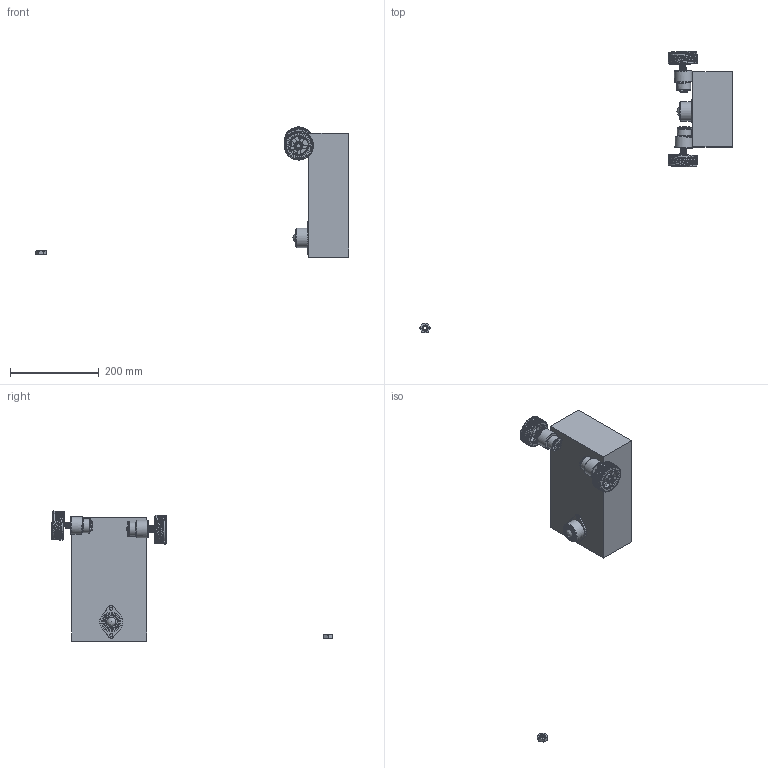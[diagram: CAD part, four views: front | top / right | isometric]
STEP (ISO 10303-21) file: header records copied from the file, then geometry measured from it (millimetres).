
FILE_DESCRIPTION(/* description */ (''),/* implementation_level */ '2;1');
FILE_NAME(/* name */ 'rover v1.step',/* time_stamp */ '2024-06-06T16:19:19+05:30',/* author */ (''),/* organization */ (''),/* preprocessor_version */ 'ST-DEVELOPER v20',/* originating_system */ 'Autodesk Translation Framework v13.14.0.145',/* authorisation */ '');
FILE_SCHEMA (('AUTOMOTIVE_DESIGN { 1 0 10303 214 3 1 1 }'));
Length unit declared in the file: centimetre
Products named in the file (9): rover; dc Motor; dc Motor_1; Nut; Wheel Gear Motor; Real Bo Motor With Wheel; Real Bo Motor With Wheel_1; Real Wheel; Caster Wheel
Assembly tree (11 placements, depth 3):
  rover
    dc Motor
      Nut
      Wheel Gear Motor
    dc Motor_1
      Nut
      Wheel Gear Motor
    Real Bo Motor With Wheel
      Real Wheel
    Real Bo Motor With Wheel_1
      Real Wheel
    Caster Wheel
Bounding box: 707.61 x 636.72 x 294.08 mm (x, y, z)
Volume: 973545 mm3; surface area: 402150.2 mm2
Topology: 20 solids, 22 shells, 1740 faces, 4915 edges, 3334 vertices
Faces by surface type: plane 1033, cylinder 464, torus 148, cone 66, bspline 29
Full cylindrical faces by diameter (mm): 3 x2, 4.5 x4, 6 x2, 7 x4, 7.2 x2, 9.034 x2, 10 x2, 11.034 x4, 12 x6, 14 x12, 18 x2, 20 x2, 27.227 x1, 31.227 x1, 31.8 x2, 32 x2, 35.227 x1, 39.227 x1, 40 x2, 42.336 x1, 44 x3, 46 x4, 53 x2, 55 x4, 59 x2, 63 x2
Entity records: 39057 total; most frequent: CARTESIAN_POINT 15141, DIRECTION 5031, ORIENTED_EDGE 5004, EDGE_CURVE 2502, AXIS2_PLACEMENT_3D 1974, VERTEX_POINT 1696, LINE 1083, VECTOR 1083
